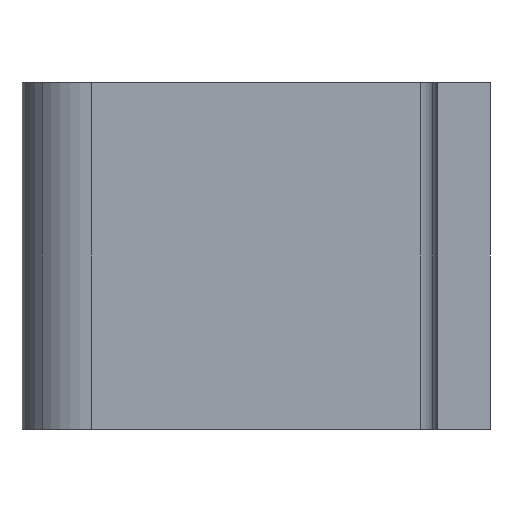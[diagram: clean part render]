
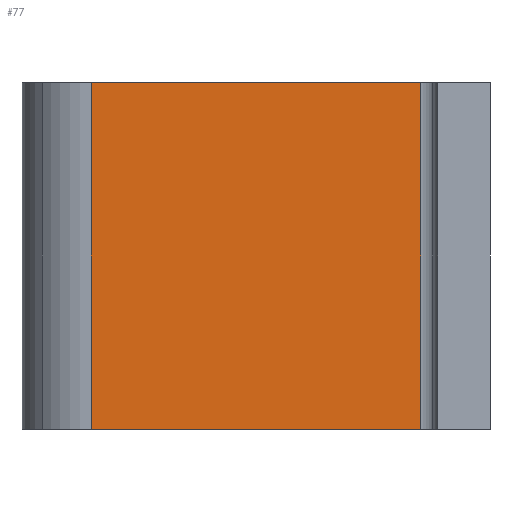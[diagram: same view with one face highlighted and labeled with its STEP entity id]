
A CAD part, left-side view. The second image highlights one B-rep face of the part: STEP entity #77.
In plain terms, the highlighted planar face has unit normal (-1, 0, 0).
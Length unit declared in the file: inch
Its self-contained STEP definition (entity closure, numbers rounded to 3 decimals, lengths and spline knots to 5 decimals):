
#77=ADVANCED_FACE('',(#155),#156,.T.);
#155=FACE_OUTER_BOUND('',#232,.T.);
#156=PLANE('',#233);
#232=EDGE_LOOP('',(#388,#389,#390,#391));
#233=AXIS2_PLACEMENT_3D('',#392,#393,#394);
#388=ORIENTED_EDGE('',*,*,#533,.F.);
#389=ORIENTED_EDGE('',*,*,#534,.T.);
#390=ORIENTED_EDGE('',*,*,#470,.F.);
#391=ORIENTED_EDGE('',*,*,#518,.T.);
#392=CARTESIAN_POINT('',(1.61417,0.23622,-1.5748));
#393=DIRECTION('',(-1.0,0.,0.0));
#394=DIRECTION('',(0.0,0.0,1.0));
#470=EDGE_CURVE('',#554,#556,#557,.T.);
#518=EDGE_CURVE('',#554,#634,#636,.T.);
#533=EDGE_CURVE('',#653,#634,#654,.T.);
#534=EDGE_CURVE('',#653,#556,#655,.T.);
#554=VERTEX_POINT('',#678);
#556=VERTEX_POINT('',#680);
#557=LINE('',#681,#682);
#634=VERTEX_POINT('',#779);
#636=LINE('',#781,#782);
#653=VERTEX_POINT('',#805);
#654=LINE('',#806,#807);
#655=LINE('',#808,#809);
#678=CARTESIAN_POINT('',(1.61417,0.31496,0.0));
#680=CARTESIAN_POINT('',(1.61417,0.31496,-1.5748));
#681=CARTESIAN_POINT('',(1.61417,0.31496,-1.5748));
#682=VECTOR('',#836,0.3937);
#779=CARTESIAN_POINT('',(1.61417,1.81102,0.0));
#781=CARTESIAN_POINT('',(1.61417,2.12598,0.0));
#782=VECTOR('',#911,0.3937);
#805=CARTESIAN_POINT('',(1.61417,1.81102,-1.5748));
#806=CARTESIAN_POINT('',(1.61417,1.81102,-1.5748));
#807=VECTOR('',#924,0.3937);
#808=CARTESIAN_POINT('',(1.61417,2.12598,-1.5748));
#809=VECTOR('',#925,0.3937);
#836=DIRECTION('',(0.0,0.0,-1.0));
#911=DIRECTION('',(0.,1.0,0.0));
#924=DIRECTION('',(0.0,0.0,1.0));
#925=DIRECTION('',(0.,-1.0,0.0));
